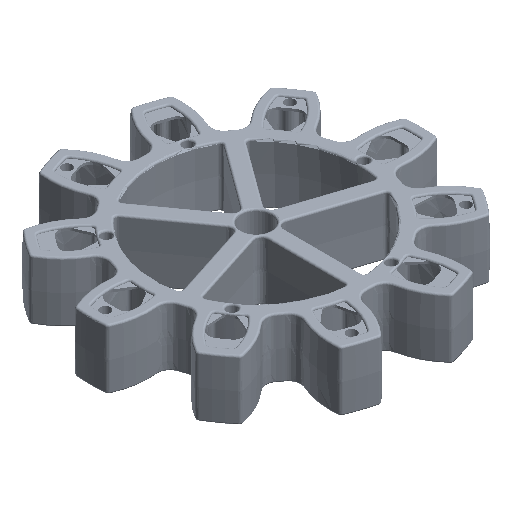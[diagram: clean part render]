
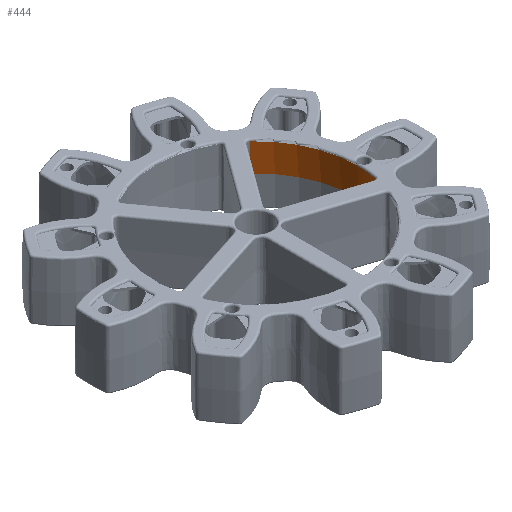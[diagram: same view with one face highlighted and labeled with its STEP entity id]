
A CAD part, isometric view. The second image highlights one B-rep face of the part: STEP entity #444.
In plain terms, the highlighted conical face has half-angle 1 degrees and reference radius 85.039 mm.
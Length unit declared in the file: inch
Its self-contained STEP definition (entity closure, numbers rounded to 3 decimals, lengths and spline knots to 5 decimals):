
#444 = ADVANCED_FACE ( 'NONE', ( #14435 ), #8499, .F. ) ;
#2528 = AXIS2_PLACEMENT_3D ( 'NONE', #39157, #21238, #35021 ) ;
#4724 = CARTESIAN_POINT ( 'NONE',  ( 2.27305, 2.45963, 0.93641 ) ) ;
#4985 = DIRECTION ( 'NONE',  ( 0.012, 0.013, -1. ) ) ;
#6141 = ORIENTED_EDGE ( 'NONE', *, *, #7838, .T. ) ;
#6157 = LINE ( 'NONE', #40823, #31473 ) ;
#6407 = EDGE_CURVE ( 'NONE', #9415, #47452, #29375, .T. ) ;
#7838 = EDGE_CURVE ( 'NONE', #47452, #29501, #6157, .T. ) ;
#8499 = CONICAL_SURFACE ( 'NONE', #41110, 3.348, 0.017 ) ;
#9415 = VERTEX_POINT ( 'NONE', #10254 ) ;
#10020 = ORIENTED_EDGE ( 'NONE', *, *, #6407, .T. ) ;
#10254 = CARTESIAN_POINT ( 'NONE',  ( 3.34911, 0., 0.93641 ) ) ;
#13119 = CARTESIAN_POINT ( 'NONE',  ( 0., 0., 0. ) ) ;
#14435 = FACE_OUTER_BOUND ( 'NONE', #44211, .T. ) ;
#17845 = VECTOR ( 'NONE', #43256, 39.37008 ) ;
#17891 = DIRECTION ( 'NONE',  ( 1., 0., 0. ) ) ;
#19323 = LINE ( 'NONE', #48234, #17845 ) ;
#21238 = DIRECTION ( 'NONE',  ( 0., 0., 1. ) ) ;
#22848 = CIRCLE ( 'NONE', #61640, 3.36545 ) ;
#25194 = EDGE_CURVE ( 'NONE', #29501, #50992, #22848, .T. ) ;
#26140 = CARTESIAN_POINT ( 'NONE',  ( 0., 0., 0.93641 ) ) ;
#29375 = CIRCLE ( 'NONE', #2528, 3.34911 ) ;
#29501 = VERTEX_POINT ( 'NONE', #44902 ) ;
#30557 = DIRECTION ( 'NONE',  ( 0., 0., -1. ) ) ;
#30983 = DIRECTION ( 'NONE',  ( -1., 0., 0. ) ) ;
#31473 = VECTOR ( 'NONE', #4985, 39.37008 ) ;
#33695 = CIRCLE ( 'NONE', #60853, 3.34911 ) ;
#35021 = DIRECTION ( 'NONE',  ( -1., 0., 0. ) ) ;
#37230 = EDGE_CURVE ( 'NONE', #55406, #50992, #19323, .T. ) ;
#38366 = CARTESIAN_POINT ( 'NONE',  ( 3.27999, -0.67687, 0.93641 ) ) ;
#39157 = CARTESIAN_POINT ( 'NONE',  ( 0., 0., 0.93641 ) ) ;
#40823 = CARTESIAN_POINT ( 'NONE',  ( 2.27229, 2.45881, 1. ) ) ;
#41110 = AXIS2_PLACEMENT_3D ( 'NONE', #61035, #30557, #55380 ) ;
#42631 = ORIENTED_EDGE ( 'NONE', *, *, #37230, .F. ) ;
#43256 = DIRECTION ( 'NONE',  ( 0.017, -0.004, -1. ) ) ;
#44211 = EDGE_LOOP ( 'NONE', ( #42631, #59727, #10020, #6141, #54547 ) ) ;
#44902 = CARTESIAN_POINT ( 'NONE',  ( 2.28414, 2.47163, 0. ) ) ;
#46379 = DIRECTION ( 'NONE',  ( 0., 0., -1. ) ) ;
#47452 = VERTEX_POINT ( 'NONE', #4724 ) ;
#48234 = CARTESIAN_POINT ( 'NONE',  ( 3.27891, -0.67665, 1. ) ) ;
#50992 = VERTEX_POINT ( 'NONE', #54750 ) ;
#52655 = EDGE_CURVE ( 'NONE', #55406, #9415, #33695, .T. ) ;
#54547 = ORIENTED_EDGE ( 'NONE', *, *, #25194, .T. ) ;
#54750 = CARTESIAN_POINT ( 'NONE',  ( 3.296, -0.68018, 0. ) ) ;
#55380 = DIRECTION ( 'NONE',  ( -0.309, 0.951, 0. ) ) ;
#55406 = VERTEX_POINT ( 'NONE', #38366 ) ;
#59421 = DIRECTION ( 'NONE',  ( 0., 0., 1. ) ) ;
#59727 = ORIENTED_EDGE ( 'NONE', *, *, #52655, .T. ) ;
#60853 = AXIS2_PLACEMENT_3D ( 'NONE', #26140, #59421, #30983 ) ;
#61035 = CARTESIAN_POINT ( 'NONE',  ( 0., 0., 1. ) ) ;
#61640 = AXIS2_PLACEMENT_3D ( 'NONE', #13119, #46379, #17891 ) ;
